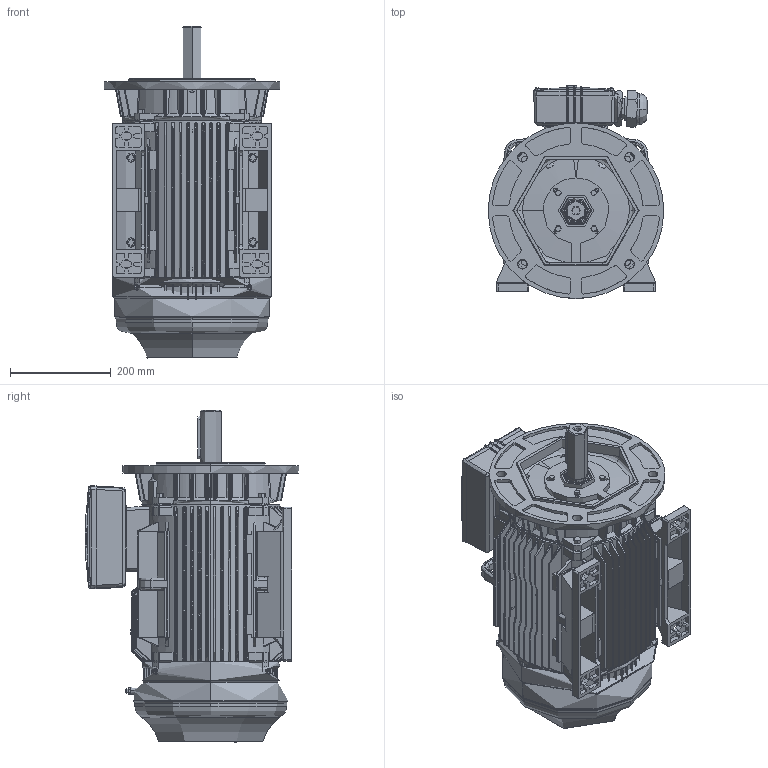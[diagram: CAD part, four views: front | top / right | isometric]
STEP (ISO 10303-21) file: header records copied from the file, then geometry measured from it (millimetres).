
FILE_DESCRIPTION((''),'2;1');
FILE_NAME('160L-B5','2013-01-27T',('Administrator'),(''),'PRO/ENGINEER BY PARAMETRIC TECHNOLOGY CORPORATION, 2007370','PRO/ENGINEER BY PARAMETRIC TECHNOLOGY CORPORATION, 2007370','');
FILE_SCHEMA(('CONFIG_CONTROL_DESIGN'));
Length unit declared in the file: millimetre
Products named in the file (1): 160L-B5
Bounding box: 348 x 422.5 x 657.97 mm (x, y, z)
Volume: 4054.8 mm3
Topology: 17 solids, 38 shells, 6483 faces, 17519 edges, 11205 vertices
Faces by surface type: plane 2823, cylinder 2090, cone 656, bspline 533, torus 286, sphere 95
Full cylindrical faces by diameter (mm): 6 x1
Entity records: 299938 total; most frequent: CARTESIAN_POINT 141996, ORIENTED_EDGE 34854, DIRECTION 30453, EDGE_CURVE 17427, VERTEX_POINT 11203, AXIS2_PLACEMENT_3D 11049, VECTOR 8355, LINE 8355
